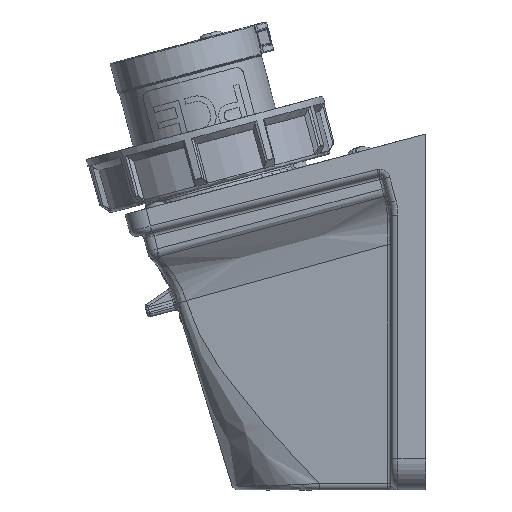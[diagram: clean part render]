
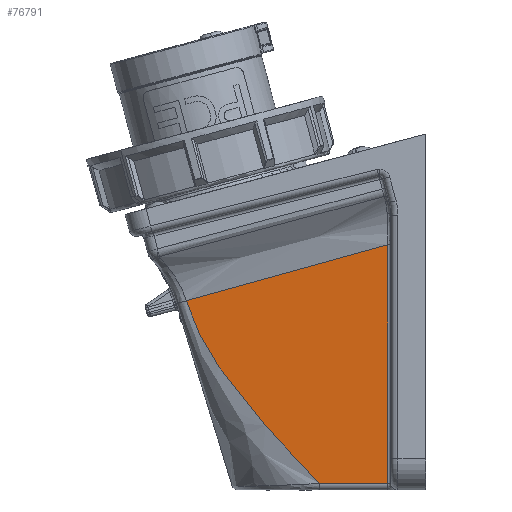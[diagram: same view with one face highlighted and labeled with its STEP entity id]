
A CAD part, left-side view. The second image highlights one B-rep face of the part: STEP entity #76791.
In plain terms, the highlighted planar face has unit normal (-0.998, 0.001, -0.056).
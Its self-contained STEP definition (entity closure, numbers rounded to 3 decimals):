
#526 = VERTEX_POINT ( 'NONE', #53592 ) ;
#1710 = ORIENTED_EDGE ( 'NONE', *, *, #73507, .T. ) ;
#5703 = CARTESIAN_POINT ( 'NONE',  ( -29.135, 10.999, -32.046 ) ) ;
#6003 = ORIENTED_EDGE ( 'NONE', *, *, #38182, .T. ) ;
#6113 = CARTESIAN_POINT ( 'NONE',  ( -26.317, 49.317, -81.464 ) ) ;
#8546 = DIRECTION ( 'NONE',  ( -0.056, 0., 0.998 ) ) ;
#9025 = DIRECTION ( 'NONE',  ( -0.001, -1., 0. ) ) ;
#13270 = CARTESIAN_POINT ( 'NONE',  ( -28.486, 49.828, -42.828 ) ) ;
#13702 = CARTESIAN_POINT ( 'NONE',  ( -25.396, 33.507, -98.17 ) ) ;
#16186 = VERTEX_POINT ( 'NONE', #25951 ) ;
#19345 =( BOUNDED_CURVE ( )  B_SPLINE_CURVE ( 3, ( #30766, #75802, #90849, #45932 ),
 .UNSPECIFIED., .F., .T. ) 
 B_SPLINE_CURVE_WITH_KNOTS ( ( 4, 4 ),
 ( 4.394, 4.396 ),
 .UNSPECIFIED. ) 
 CURVE ( )  GEOMETRIC_REPRESENTATION_ITEM ( )  RATIONAL_B_SPLINE_CURVE ( ( 1., 1., 1., 1. ) ) 
 REPRESENTATION_ITEM ( '' )  );
#20607 = B_SPLINE_CURVE_WITH_KNOTS ( 'NONE', 3,
 ( #5703, #50796, #13270, #65947 ),
 .UNSPECIFIED., .F., .F.,
 ( 4, 4 ),
 ( 0.001, 0.061 ),
 .UNSPECIFIED. ) ;
#21274 = CARTESIAN_POINT ( 'NONE',  ( -25.234, 30.722, -101.112 ) ) ;
#22069 = ORIENTED_EDGE ( 'NONE', *, *, #51501, .T. ) ;
#24165 = CARTESIAN_POINT ( 'NONE',  ( -25.257, 9.993, -101.112 ) ) ;
#25951 = CARTESIAN_POINT ( 'NONE',  ( -25.255, 10.999, -101.112 ) ) ;
#27138 = FACE_OUTER_BOUND ( 'NONE', #39374, .T. ) ;
#28357 = CARTESIAN_POINT ( 'NONE',  ( -29.135, 10.999, -32.046 ) ) ;
#30732 = EDGE_CURVE ( 'NONE', #526, #16186, #70053, .T. ) ;
#30766 = CARTESIAN_POINT ( 'NONE',  ( -28.162, 69.246, -48.207 ) ) ;
#35746 = CARTESIAN_POINT ( 'NONE',  ( -28.159, 69.226, -48.273 ) ) ;
#38182 = EDGE_CURVE ( 'NONE', #80081, #526, #76522, .T. ) ;
#38494 = CARTESIAN_POINT ( 'NONE',  ( -31.265, 10., 5.87 ) ) ;
#39374 = EDGE_LOOP ( 'NONE', ( #81187, #76529, #22069, #1710, #6003 ) ) ;
#45932 = CARTESIAN_POINT ( 'NONE',  ( -28.159, 69.226, -48.273 ) ) ;
#46087 = PLANE ( 'NONE',  #48575 ) ;
#48575 = AXIS2_PLACEMENT_3D ( 'NONE', #38494, #53664, #8546 ) ;
#50114 = VECTOR ( 'NONE', #9025, 1000. ) ;
#50796 = CARTESIAN_POINT ( 'NONE',  ( -28.81, 30.412, -37.441 ) ) ;
#51501 = EDGE_CURVE ( 'NONE', #76510, #97413, #20607, .T. ) ;
#53592 = CARTESIAN_POINT ( 'NONE',  ( -25.234, 30.722, -101.112 ) ) ;
#53664 = DIRECTION ( 'NONE',  ( -0.998, 0.001, -0.056 ) ) ;
#55321 = CARTESIAN_POINT ( 'NONE',  ( -28.159, 69.226, -48.273 ) ) ;
#58836 = CARTESIAN_POINT ( 'NONE',  ( -25.477, 34.899, -96.699 ) ) ;
#62643 = LINE ( 'NONE', #72233, #80236 ) ;
#65947 = CARTESIAN_POINT ( 'NONE',  ( -28.162, 69.246, -48.207 ) ) ;
#66038 = CARTESIAN_POINT ( 'NONE',  ( -27.156, 63.736, -66.229 ) ) ;
#66366 = CARTESIAN_POINT ( 'NONE',  ( -25.315, 32.114, -99.641 ) ) ;
#70053 = LINE ( 'NONE', #24165, #50114 ) ;
#71606 = EDGE_CURVE ( 'NONE', #16186, #76510, #62643, .T. ) ;
#72233 = CARTESIAN_POINT ( 'NONE',  ( -31.264, 10.999, 5.87 ) ) ;
#73507 = EDGE_CURVE ( 'NONE', #97413, #80081, #19345, .T. ) ;
#75802 = CARTESIAN_POINT ( 'NONE',  ( -28.161, 69.239, -48.229 ) ) ;
#76510 = VERTEX_POINT ( 'NONE', #28357 ) ;
#76522 = B_SPLINE_CURVE_WITH_KNOTS ( 'NONE', 3,
 ( #35746, #66038, #6113, #58836, #13702, #66366, #21274 ),
 .UNSPECIFIED., .F., .F.,
 ( 4, 3, 4 ),
 ( -0.224, -0.167, -0.162 ),
 .UNSPECIFIED. ) ;
#76529 = ORIENTED_EDGE ( 'NONE', *, *, #71606, .T. ) ;
#76791 = ADVANCED_FACE ( 'NONE', ( #27138 ), #46087, .T. ) ;
#79788 = DIRECTION ( 'NONE',  ( -0.056, 0., 0.998 ) ) ;
#80081 = VERTEX_POINT ( 'NONE', #55321 ) ;
#80236 = VECTOR ( 'NONE', #79788, 1000. ) ;
#81187 = ORIENTED_EDGE ( 'NONE', *, *, #30732, .T. ) ;
#82628 = CARTESIAN_POINT ( 'NONE',  ( -28.162, 69.246, -48.207 ) ) ;
#90849 = CARTESIAN_POINT ( 'NONE',  ( -28.16, 69.232, -48.251 ) ) ;
#97413 = VERTEX_POINT ( 'NONE', #82628 ) ;
